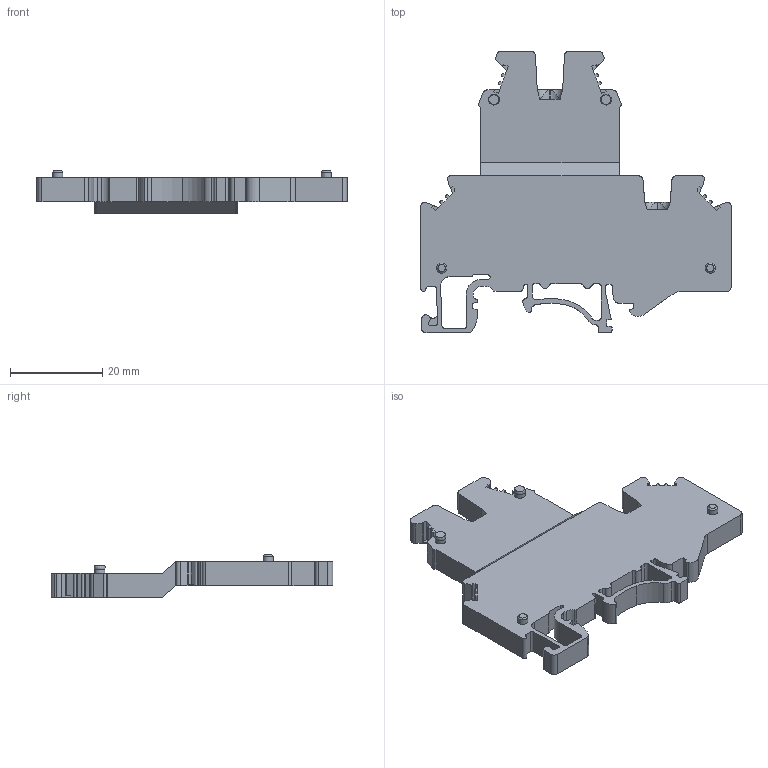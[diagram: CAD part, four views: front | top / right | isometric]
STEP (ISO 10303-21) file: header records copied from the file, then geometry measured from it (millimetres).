
FILE_DESCRIPTION(/* description */ (''),/* implementation_level */ '2;1');
FILE_NAME(/* name */ '303921.stp',/* time_stamp */ '2022-04-29T11:40:20+08:00',/* author */ (''),/* organization */ (''),/* preprocessor_version */ 'ST-DEVELOPER v16.7',/* originating_system */ 'SIEMENS PLM Software NX 12.0',/* authorisation */ '');
FILE_SCHEMA (('AUTOMOTIVE_DESIGN { 1 0 10303 214 3 1 1 1 }'));
Length unit declared in the file: millimetre
Products named in the file (1): SP3F1070E22z49
Bounding box: 67.2 x 61 x 9.2 mm (x, y, z)
Volume: 11971.9 mm3; surface area: 7090.9 mm2
Topology: 1 solids, 1 shells, 308 faces, 871 edges, 574 vertices
Faces by surface type: plane 195, cylinder 103, cone 8, bspline 2
Full cylindrical faces by diameter (mm): 2.2 x2, 2.3 x2
Entity records: 10048 total; most frequent: CARTESIAN_POINT 1902, ORIENTED_EDGE 1722, DIRECTION 1670, EDGE_CURVE 861, LINE 634, VECTOR 634, VERTEX_POINT 572, AXIS2_PLACEMENT_3D 518
